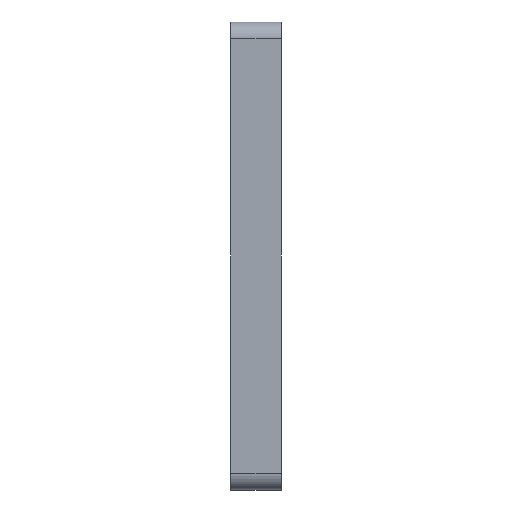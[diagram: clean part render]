
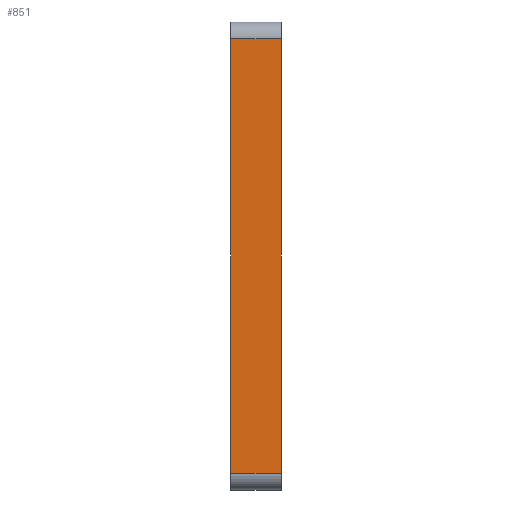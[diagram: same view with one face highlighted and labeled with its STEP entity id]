
A CAD part, left-side view. The second image highlights one B-rep face of the part: STEP entity #851.
In plain terms, the highlighted planar face has unit normal (-1, 0, 0).
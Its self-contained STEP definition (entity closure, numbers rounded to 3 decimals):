
#22 = LINE ( 'NONE', #999, #646 ) ;
#49 = VERTEX_POINT ( 'NONE', #549 ) ;
#79 = VECTOR ( 'NONE', #1285, 1000. ) ;
#107 = CARTESIAN_POINT ( 'NONE',  ( -32.5, 0., 26. ) ) ;
#124 = ORIENTED_EDGE ( 'NONE', *, *, #493, .T. ) ;
#187 = LINE ( 'NONE', #828, #79 ) ;
#284 = VERTEX_POINT ( 'NONE', #839 ) ;
#306 = CARTESIAN_POINT ( 'NONE',  ( -32.5, 0., -26. ) ) ;
#309 = FACE_OUTER_BOUND ( 'NONE', #729, .T. ) ;
#327 = EDGE_CURVE ( 'NONE', #726, #284, #1467, .T. ) ;
#332 = PLANE ( 'NONE',  #804 ) ;
#357 = DIRECTION ( 'NONE',  ( 0., 1., 0. ) ) ;
#379 = DIRECTION ( 'NONE',  ( 0., -1., 0. ) ) ;
#429 = CARTESIAN_POINT ( 'NONE',  ( -32.5, 6., 28. ) ) ;
#493 = EDGE_CURVE ( 'NONE', #49, #1054, #22, .T. ) ;
#549 = CARTESIAN_POINT ( 'NONE',  ( -32.5, 6., -26. ) ) ;
#579 = DIRECTION ( 'NONE',  ( 0., 0., 1. ) ) ;
#646 = VECTOR ( 'NONE', #379, 1000. ) ;
#666 = VECTOR ( 'NONE', #357, 1000. ) ;
#726 = VERTEX_POINT ( 'NONE', #107 ) ;
#729 = EDGE_LOOP ( 'NONE', ( #1516, #806, #1178, #124 ) ) ;
#804 = AXIS2_PLACEMENT_3D ( 'NONE', #429, #1422, #1571 ) ;
#806 = ORIENTED_EDGE ( 'NONE', *, *, #327, .T. ) ;
#811 = CARTESIAN_POINT ( 'NONE',  ( -32.5, 6., 28. ) ) ;
#828 = CARTESIAN_POINT ( 'NONE',  ( -32.5, 0., 28. ) ) ;
#839 = CARTESIAN_POINT ( 'NONE',  ( -32.5, 6., 26. ) ) ;
#851 = ADVANCED_FACE ( 'NONE', ( #309 ), #332, .F. ) ;
#918 = VECTOR ( 'NONE', #579, 1000. ) ;
#999 = CARTESIAN_POINT ( 'NONE',  ( -32.5, 6., -26. ) ) ;
#1054 = VERTEX_POINT ( 'NONE', #306 ) ;
#1082 = EDGE_CURVE ( 'NONE', #49, #284, #1558, .T. ) ;
#1178 = ORIENTED_EDGE ( 'NONE', *, *, #1082, .F. ) ;
#1232 = CARTESIAN_POINT ( 'NONE',  ( -32.5, 6., 26. ) ) ;
#1271 = EDGE_CURVE ( 'NONE', #1054, #726, #187, .T. ) ;
#1285 = DIRECTION ( 'NONE',  ( 0., 0., 1. ) ) ;
#1422 = DIRECTION ( 'NONE',  ( 1., 0., 0. ) ) ;
#1467 = LINE ( 'NONE', #1232, #666 ) ;
#1516 = ORIENTED_EDGE ( 'NONE', *, *, #1271, .T. ) ;
#1558 = LINE ( 'NONE', #811, #918 ) ;
#1571 = DIRECTION ( 'NONE',  ( 0., 0., -1. ) ) ;
